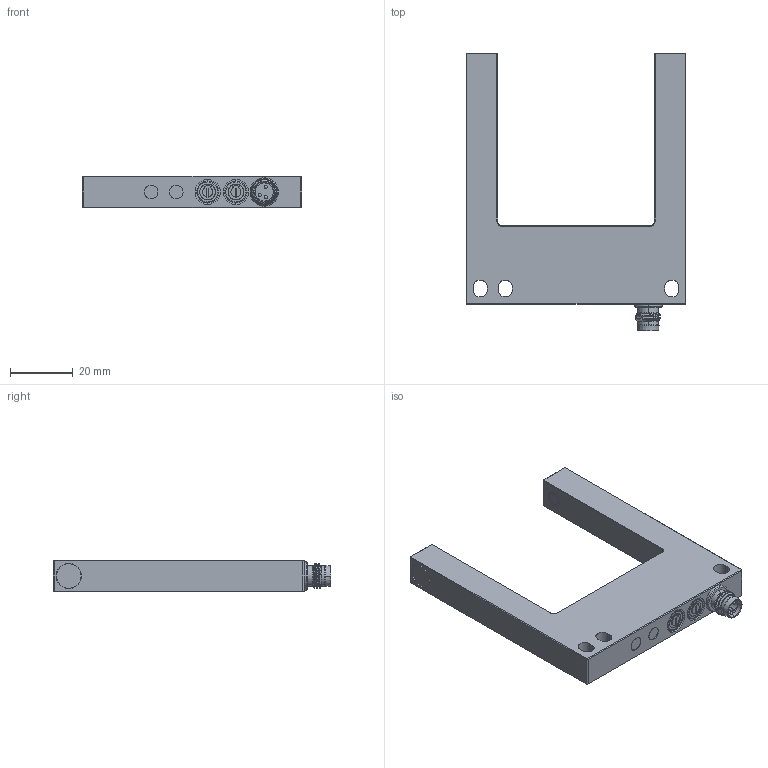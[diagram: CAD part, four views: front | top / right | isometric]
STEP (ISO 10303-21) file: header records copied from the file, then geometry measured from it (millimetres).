
FILE_DESCRIPTION (( 'STEP AP203' ), '1' );
FILE_NAME ('P70-CP.STEP', '2024-07-09T01:42:31', ( 'User' ), ( 'China' ), 'SwSTEP 2.0', 'SolidWorks 2016', '' );
FILE_SCHEMA (( 'CONFIG_CONTROL_DESIGN' ));
Length unit declared in the file: millimetre
Products named in the file (1): P70-CP
Bounding box: 70 x 88.5 x 10 mm (x, y, z)
Surface area: 11590.1 mm2 (no closed solid volume)
Topology: 0 solids, 10 shells, 776 faces, 1959 edges, 1258 vertices
Faces by surface type: plane 346, cylinder 232, bspline 164, cone 34
Entity records: 28095 total; most frequent: CARTESIAN_POINT 12057, ORIENTED_EDGE 3878, DIRECTION 2278, EDGE_CURVE 1953, VERTEX_POINT 1258, B_SPLINE_CURVE_WITH_KNOTS 1121, AXIS2_PLACEMENT_3D 881, EDGE_LOOP 870
